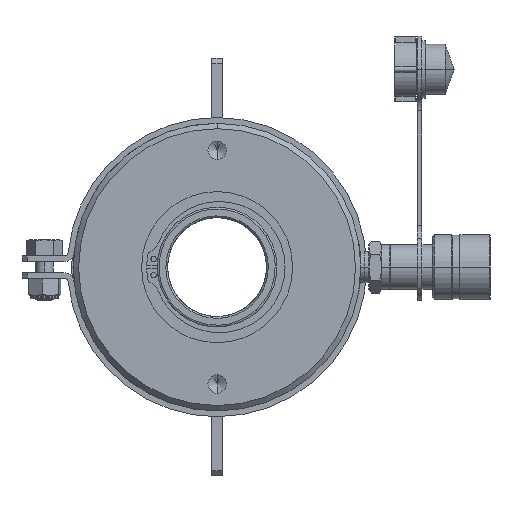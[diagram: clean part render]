
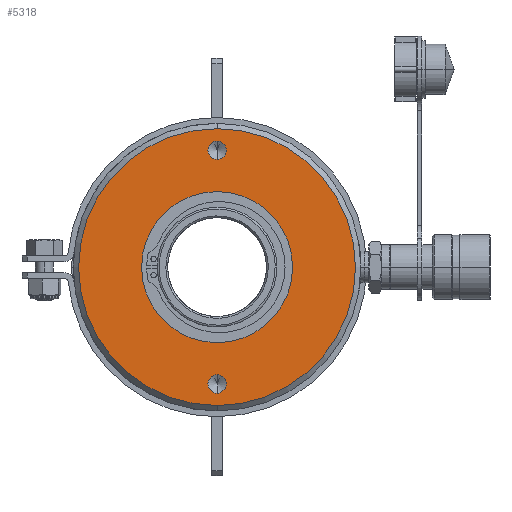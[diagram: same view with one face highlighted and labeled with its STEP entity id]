
A CAD part, left-side view. The second image highlights one B-rep face of the part: STEP entity #5318.
In plain terms, the highlighted planar face has unit normal (-1, 0, 0).
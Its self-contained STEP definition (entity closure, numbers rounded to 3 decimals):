
#88 = EDGE_CURVE ( 'NONE', #13759, #6144, #20535, .T. ) ;
#162 = FACE_OUTER_BOUND ( 'NONE', #10223, .T. ) ;
#537 = DIRECTION ( 'NONE',  ( -1., 0., 0. ) ) ;
#583 = CARTESIAN_POINT ( 'NONE',  ( 0., 0., 0. ) ) ;
#655 = FACE_BOUND ( 'NONE', #4850, .T. ) ;
#1357 = CARTESIAN_POINT ( 'NONE',  ( 0., 0., 0. ) ) ;
#1489 = CIRCLE ( 'NONE', #13840, 42. ) ;
#1591 = DIRECTION ( 'NONE',  ( 0., 0., 1. ) ) ;
#2214 = DIRECTION ( 'NONE',  ( 0., 0., 1. ) ) ;
#2864 = CIRCLE ( 'NONE', #14259, 5.1 ) ;
#2925 = VERTEX_POINT ( 'NONE', #5178 ) ;
#2941 = AXIS2_PLACEMENT_3D ( 'NONE', #14099, #4490, #15725 ) ;
#2994 = DIRECTION ( 'NONE',  ( 0., 0., 1. ) ) ;
#3566 = ORIENTED_EDGE ( 'NONE', *, *, #9716, .F. ) ;
#4279 = CARTESIAN_POINT ( 'NONE',  ( 0., 0., -42. ) ) ;
#4490 = DIRECTION ( 'NONE',  ( -1., 0., 0. ) ) ;
#4752 = VERTEX_POINT ( 'NONE', #19602 ) ;
#4850 = EDGE_LOOP ( 'NONE', ( #17711, #3566 ) ) ;
#4990 = CIRCLE ( 'NONE', #11157, 5.1 ) ;
#5042 = VERTEX_POINT ( 'NONE', #4279 ) ;
#5178 = CARTESIAN_POINT ( 'NONE',  ( 0., 0., 59.9 ) ) ;
#5318 = ADVANCED_FACE ( 'NONE', ( #13010, #9216, #655, #162 ), #17878, .F. ) ;
#5448 = CIRCLE ( 'NONE', #2941, 5.1 ) ;
#5610 = DIRECTION ( 'NONE',  ( -1., 0., 0. ) ) ;
#6144 = VERTEX_POINT ( 'NONE', #12776 ) ;
#6219 = DIRECTION ( 'NONE',  ( 0., 0., 1. ) ) ;
#6409 = DIRECTION ( 'NONE',  ( -1., 0., 0. ) ) ;
#7355 = AXIS2_PLACEMENT_3D ( 'NONE', #1357, #12619, #2994 ) ;
#7471 = EDGE_CURVE ( 'NONE', #4752, #17692, #12441, .T. ) ;
#7853 = DIRECTION ( 'NONE',  ( -1., 0., 0. ) ) ;
#7947 = AXIS2_PLACEMENT_3D ( 'NONE', #16060, #6409, #17680 ) ;
#8938 = CARTESIAN_POINT ( 'NONE',  ( 0., 0., 70.1 ) ) ;
#9216 = FACE_BOUND ( 'NONE', #18520, .T. ) ;
#9283 = CARTESIAN_POINT ( 'NONE',  ( 0., 0., 0. ) ) ;
#9716 = EDGE_CURVE ( 'NONE', #5042, #14673, #11016, .T. ) ;
#9853 = DIRECTION ( 'NONE',  ( 0., 0., -1. ) ) ;
#10175 = CARTESIAN_POINT ( 'NONE',  ( 0., 0., -65. ) ) ;
#10223 = EDGE_LOOP ( 'NONE', ( #19367, #18242 ) ) ;
#10292 = EDGE_CURVE ( 'NONE', #12646, #2925, #5448, .T. ) ;
#11016 = CIRCLE ( 'NONE', #7355, 42. ) ;
#11157 = AXIS2_PLACEMENT_3D ( 'NONE', #10175, #537, #11812 ) ;
#11232 = DIRECTION ( 'NONE',  ( -1., 0., 0. ) ) ;
#11319 = ORIENTED_EDGE ( 'NONE', *, *, #19350, .F. ) ;
#11601 = ORIENTED_EDGE ( 'NONE', *, *, #15802, .F. ) ;
#11604 = CARTESIAN_POINT ( 'NONE',  ( 0., 0., -77. ) ) ;
#11812 = DIRECTION ( 'NONE',  ( 0., 0., 1. ) ) ;
#11864 = DIRECTION ( 'NONE',  ( -1., 0., 0. ) ) ;
#11931 = ORIENTED_EDGE ( 'NONE', *, *, #10292, .F. ) ;
#12380 = CIRCLE ( 'NONE', #7947, 77. ) ;
#12441 = CIRCLE ( 'NONE', #20317, 77. ) ;
#12619 = DIRECTION ( 'NONE',  ( -1., 0., 0. ) ) ;
#12646 = VERTEX_POINT ( 'NONE', #8938 ) ;
#12776 = CARTESIAN_POINT ( 'NONE',  ( 0., 0., -70.1 ) ) ;
#13010 = FACE_BOUND ( 'NONE', #13486, .T. ) ;
#13053 = DIRECTION ( 'NONE',  ( 1., 0., 0. ) ) ;
#13486 = EDGE_LOOP ( 'NONE', ( #11931, #11601 ) ) ;
#13759 = VERTEX_POINT ( 'NONE', #16741 ) ;
#13840 = AXIS2_PLACEMENT_3D ( 'NONE', #583, #11864, #2214 ) ;
#14099 = CARTESIAN_POINT ( 'NONE',  ( 0., 0., 65. ) ) ;
#14259 = AXIS2_PLACEMENT_3D ( 'NONE', #15241, #5610, #16874 ) ;
#14534 = ORIENTED_EDGE ( 'NONE', *, *, #88, .F. ) ;
#14673 = VERTEX_POINT ( 'NONE', #20735 ) ;
#15241 = CARTESIAN_POINT ( 'NONE',  ( 0., 0., 65. ) ) ;
#15725 = DIRECTION ( 'NONE',  ( 0., 0., 1. ) ) ;
#15802 = EDGE_CURVE ( 'NONE', #2925, #12646, #2864, .T. ) ;
#16060 = CARTESIAN_POINT ( 'NONE',  ( 0., 0., 0. ) ) ;
#16741 = CARTESIAN_POINT ( 'NONE',  ( 0., 0., -59.9 ) ) ;
#16874 = DIRECTION ( 'NONE',  ( 0., 0., 1. ) ) ;
#16938 = EDGE_CURVE ( 'NONE', #17692, #4752, #12380, .T. ) ;
#17680 = DIRECTION ( 'NONE',  ( 0., 0., 1. ) ) ;
#17692 = VERTEX_POINT ( 'NONE', #11604 ) ;
#17711 = ORIENTED_EDGE ( 'NONE', *, *, #18375, .F. ) ;
#17878 = PLANE ( 'NONE',  #20695 ) ;
#18242 = ORIENTED_EDGE ( 'NONE', *, *, #7471, .T. ) ;
#18375 = EDGE_CURVE ( 'NONE', #14673, #5042, #1489, .T. ) ;
#18520 = EDGE_LOOP ( 'NONE', ( #14534, #11319 ) ) ;
#19098 = CARTESIAN_POINT ( 'NONE',  ( 0., 0., -65. ) ) ;
#19350 = EDGE_CURVE ( 'NONE', #6144, #13759, #4990, .T. ) ;
#19367 = ORIENTED_EDGE ( 'NONE', *, *, #16938, .T. ) ;
#19497 = CARTESIAN_POINT ( 'NONE',  ( 0., 42., 0. ) ) ;
#19602 = CARTESIAN_POINT ( 'NONE',  ( 0., 0., 77. ) ) ;
#20317 = AXIS2_PLACEMENT_3D ( 'NONE', #9283, #11232, #1591 ) ;
#20535 = CIRCLE ( 'NONE', #20759, 5.1 ) ;
#20695 = AXIS2_PLACEMENT_3D ( 'NONE', #19497, #13053, #9853 ) ;
#20735 = CARTESIAN_POINT ( 'NONE',  ( 0., 0., 42. ) ) ;
#20759 = AXIS2_PLACEMENT_3D ( 'NONE', #19098, #7853, #6219 ) ;
